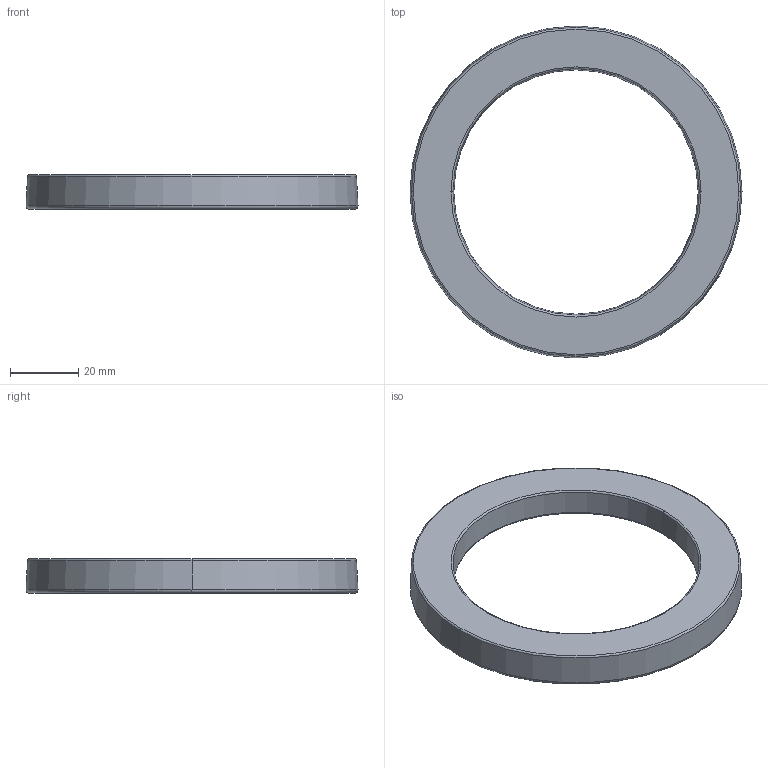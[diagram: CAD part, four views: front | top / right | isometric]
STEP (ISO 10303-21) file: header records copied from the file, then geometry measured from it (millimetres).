
FILE_DESCRIPTION (( 'STEP AP203' ), '1' );
FILE_NAME ('Leveling Feet098abg090.step', '2015-11-23T12:31:35', ( '' ), ( '' ), 'SwSTEP 2.0', 'SolidWorks 2015', '' );
FILE_SCHEMA (( 'CONFIG_CONTROL_DESIGN' ));
Length unit declared in the file: millimetre
Products named in the file (1): Leveling Feet098abg090
Bounding box: 97.28 x 97.28 x 10 mm (x, y, z)
Volume: 23039.1 mm3; surface area: 13678.9 mm2
Topology: 1 solids, 1 shells, 34 faces, 68 edges, 38 vertices
Faces by surface type: torus 18, cone 10, plane 4, cylinder 2
Entity records: 973 total; most frequent: DIRECTION 194, CARTESIAN_POINT 141, ORIENTED_EDGE 136, AXIS2_PLACEMENT_3D 91, EDGE_CURVE 68, CIRCLE 56, EDGE_LOOP 38, VERTEX_POINT 38
